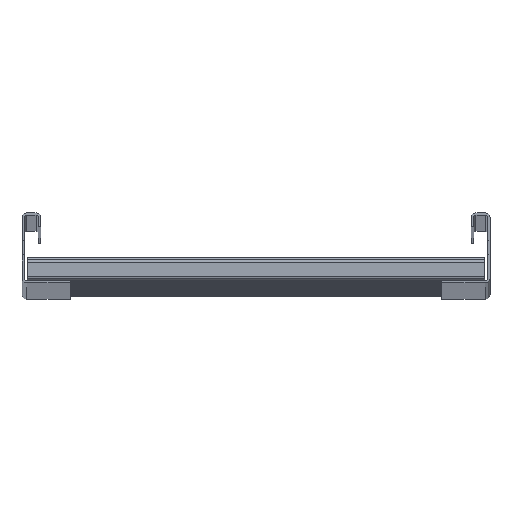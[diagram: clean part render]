
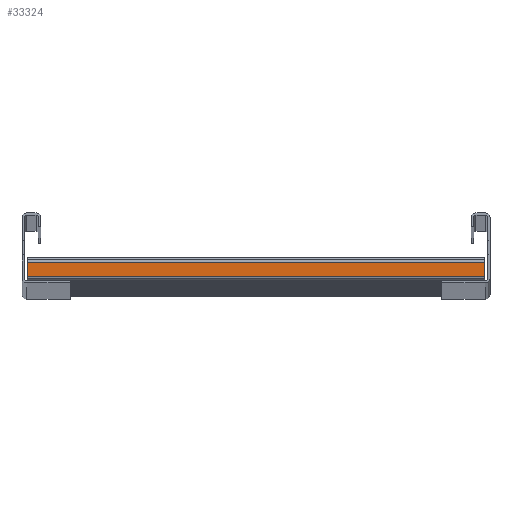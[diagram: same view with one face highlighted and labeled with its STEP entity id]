
A CAD part, top view. The second image highlights one B-rep face of the part: STEP entity #33324.
In plain terms, the highlighted planar face has unit normal (0, 0, 1).
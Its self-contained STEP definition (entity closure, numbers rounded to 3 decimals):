
#7021=DIRECTION('',(1.,0.,0.));
#7022=VECTOR('',#7021,293.);
#7023=CARTESIAN_POINT('',(-146.5,-18.,2865.));
#7024=LINE('',#7023,#7022);
#7100=DIRECTION('',(0.,-1.,0.));
#7101=VECTOR('',#7100,9.);
#7102=CARTESIAN_POINT('',(-146.5,-9.,2865.));
#7103=LINE('',#7102,#7101);
#7122=DIRECTION('',(0.,-1.,0.));
#7123=VECTOR('',#7122,9.);
#7124=CARTESIAN_POINT('',(146.5,-9.,2865.));
#7125=LINE('',#7124,#7123);
#7201=DIRECTION('',(1.,0.,0.));
#7202=VECTOR('',#7201,293.);
#7203=CARTESIAN_POINT('',(-146.5,-9.,2865.));
#7204=LINE('',#7203,#7202);
#17757=CARTESIAN_POINT('',(-146.5,-9.,2865.));
#17758=CARTESIAN_POINT('',(-146.5,-18.,2865.));
#17759=VERTEX_POINT('',#17757);
#17760=VERTEX_POINT('',#17758);
#17793=CARTESIAN_POINT('',(146.5,-9.,2865.));
#17794=CARTESIAN_POINT('',(146.5,-18.,2865.));
#17795=VERTEX_POINT('',#17793);
#17796=VERTEX_POINT('',#17794);
#33312=CARTESIAN_POINT('',(-146.5,-9.,2865.));
#33313=DIRECTION('',(0.,0.,1.));
#33314=DIRECTION('',(0.,-1.,0.));
#33315=AXIS2_PLACEMENT_3D('',#33312,#33313,#33314);
#33316=PLANE('',#33315);
#33317=ORIENTED_EDGE('',*,*,#33232,.F.);
#33319=ORIENTED_EDGE('',*,*,#33318,.T.);
#33320=ORIENTED_EDGE('',*,*,#33273,.T.);
#33321=ORIENTED_EDGE('',*,*,#33182,.F.);
#33322=EDGE_LOOP('',(#33317,#33319,#33320,#33321));
#33323=FACE_OUTER_BOUND('',#33322,.F.);
#33324=ADVANCED_FACE('',(#33323),#33316,.T.);
#33182=EDGE_CURVE('',#17760,#17796,#7024,.T.);
#33232=EDGE_CURVE('',#17759,#17760,#7103,.T.);
#33273=EDGE_CURVE('',#17795,#17796,#7125,.T.);
#33318=EDGE_CURVE('',#17759,#17795,#7204,.T.);
